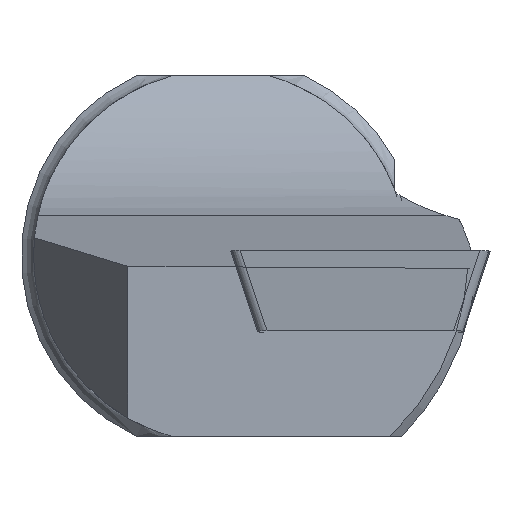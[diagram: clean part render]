
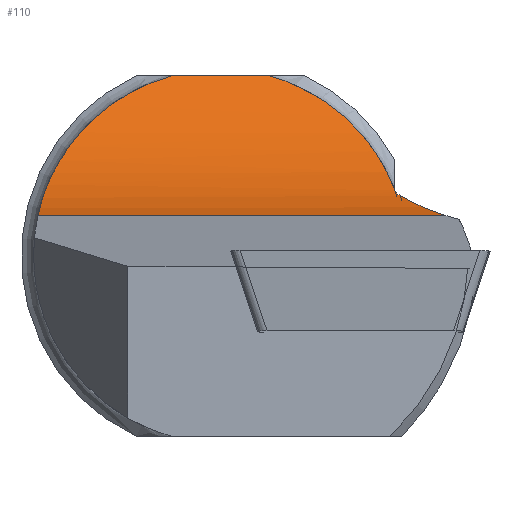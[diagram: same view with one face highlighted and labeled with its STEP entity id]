
A CAD part, left-side view. The second image highlights one B-rep face of the part: STEP entity #110.
In plain terms, the highlighted cylindrical face has radius 12.5 mm (diameter 25 mm), a partial arc.
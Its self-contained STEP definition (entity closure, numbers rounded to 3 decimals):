
#55=CYLINDRICAL_SURFACE('',#639,12.5);
#110=ADVANCED_FACE('',(#154),#55,.F.);
#154=FACE_OUTER_BOUND('',#186,.T.);
#186=EDGE_LOOP('',(#337,#338,#339,#340,#341,#342));
#203=B_SPLINE_CURVE_WITH_KNOTS('',3,(#863,#864,#865,#866,#867,#868,#869,
#870),.UNSPECIFIED.,.F.,.F.,(4,2,2,4),(0.,0.25,0.5,1.),.UNSPECIFIED.);
#204=B_SPLINE_CURVE_WITH_KNOTS('',3,(#879,#880,#881,#882,#883,#884),
 .UNSPECIFIED.,.F.,.F.,(4,2,4),(0.,0.5,1.),.UNSPECIFIED.);
#208=B_SPLINE_CURVE_WITH_KNOTS('',3,(#954,#955,#956,#957),.UNSPECIFIED.,
 .F.,.F.,(4,4),(0.,1.),.UNSPECIFIED.);
#209=B_SPLINE_CURVE_WITH_KNOTS('',3,(#959,#960,#961,#962,#963,#964,#965),
 .UNSPECIFIED.,.F.,.F.,(4,3,4),(0.,0.861,1.),.UNSPECIFIED.);
#337=ORIENTED_EDGE('',*,*,#461,.T.);
#338=ORIENTED_EDGE('',*,*,#510,.F.);
#339=ORIENTED_EDGE('',*,*,#477,.T.);
#340=ORIENTED_EDGE('',*,*,#478,.T.);
#341=ORIENTED_EDGE('',*,*,#466,.T.);
#342=ORIENTED_EDGE('',*,*,#447,.F.);
#391=VERTEX_POINT('',#806);
#392=VERTEX_POINT('',#808);
#404=VERTEX_POINT('',#861);
#409=VERTEX_POINT('',#885);
#416=VERTEX_POINT('',#946);
#418=VERTEX_POINT('',#953);
#447=EDGE_CURVE('',#391,#392,#531,.T.);
#461=EDGE_CURVE('',#391,#404,#203,.T.);
#466=EDGE_CURVE('',#409,#392,#204,.T.);
#477=EDGE_CURVE('',#416,#418,#208,.T.);
#478=EDGE_CURVE('',#418,#409,#209,.T.);
#510=EDGE_CURVE('',#416,#404,#551,.T.);
#531=LINE('',#807,#565);
#551=LINE('',#1095,#585);
#565=VECTOR('',#658,1.);
#585=VECTOR('',#758,1.);
#639=AXIS2_PLACEMENT_3D('',#1096,#759,#760);
#658=DIRECTION('',(0.,-1.,0.));
#758=DIRECTION('',(0.,1.,0.));
#759=DIRECTION('',(0.,1.,0.));
#760=DIRECTION('',(0.,0.,1.));
#806=CARTESIAN_POINT('',(21.059,13.031,7.023));
#807=CARTESIAN_POINT('',(21.059,-49.59,7.023));
#808=CARTESIAN_POINT('',(21.059,9.19,7.023));
#861=CARTESIAN_POINT('',(12.672,18.43,1.406));
#863=CARTESIAN_POINT('',(21.059,13.031,7.023));
#864=CARTESIAN_POINT('',(20.889,14.039,6.756));
#865=CARTESIAN_POINT('',(20.578,14.949,6.283));
#866=CARTESIAN_POINT('',(19.634,16.422,5.149));
#867=CARTESIAN_POINT('',(18.995,16.982,4.494));
#868=CARTESIAN_POINT('',(16.704,18.167,2.691));
#869=CARTESIAN_POINT('',(14.742,18.349,1.771));
#870=CARTESIAN_POINT('',(12.672,18.43,1.406));
#879=CARTESIAN_POINT('',(15.842,4.091,2.414));
#880=CARTESIAN_POINT('',(17.219,4.336,3.065));
#881=CARTESIAN_POINT('',(18.435,4.775,3.972));
#882=CARTESIAN_POINT('',(20.242,6.452,5.778));
#883=CARTESIAN_POINT('',(20.81,7.711,6.631));
#884=CARTESIAN_POINT('',(21.059,9.19,7.023));
#885=CARTESIAN_POINT('',(15.842,4.091,2.414));
#946=CARTESIAN_POINT('',(12.672,2.082,1.406));
#953=CARTESIAN_POINT('',(15.342,3.869,2.191));
#954=CARTESIAN_POINT('',(12.672,2.082,1.406));
#955=CARTESIAN_POINT('',(13.604,2.658,1.57));
#956=CARTESIAN_POINT('',(14.501,3.24,1.838));
#957=CARTESIAN_POINT('',(15.342,3.869,2.191));
#959=CARTESIAN_POINT('',(15.342,3.869,2.191));
#960=CARTESIAN_POINT('',(15.47,3.966,2.245));
#961=CARTESIAN_POINT('',(15.618,4.037,2.31));
#962=CARTESIAN_POINT('',(15.768,4.075,2.379));
#963=CARTESIAN_POINT('',(15.792,4.081,2.391));
#964=CARTESIAN_POINT('',(15.817,4.086,2.402));
#965=CARTESIAN_POINT('',(15.842,4.091,2.414));
#1095=CARTESIAN_POINT('',(12.672,-49.59,1.406));
#1096=CARTESIAN_POINT('',(10.502,-49.59,13.716));
